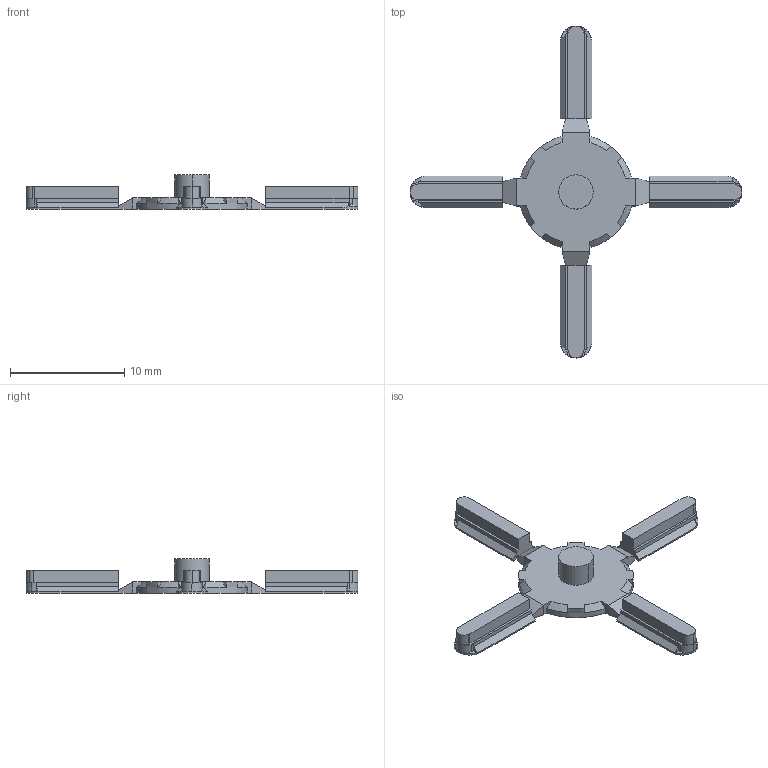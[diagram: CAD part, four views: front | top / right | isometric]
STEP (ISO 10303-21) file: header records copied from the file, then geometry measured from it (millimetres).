
FILE_DESCRIPTION(('CATIA V5 STEP Exchange','CAx-IF Rec.Pracs.--- Model Styling and Organization---1.2---2011-12-15'),'2;1');
FILE_NAME ('D1450995_0_1323560000_1323560000.stp','2018-11-15T11:21:49+00:00',('none'),('Weidmueller'),'CATIA Version 5-6 Release 2014','CATIA V5 STEP AP214','none');
FILE_SCHEMA(('AUTOMOTIVE_DESIGN { 1 0 10303 214 1 1 1 1 }'));
Length unit declared in the file: millimetre
Products named in the file (1): 1323560000
Bounding box: 29 x 29 x 3 mm (x, y, z)
Volume: 210.8 mm3; surface area: 536.3 mm2
Topology: 1 solids, 1 shells, 153 faces, 402 edges, 252 vertices
Faces by surface type: plane 103, cylinder 42, bspline 8
Entity records: 4634 total; most frequent: CARTESIAN_POINT 998, ORIENTED_EDGE 810, DIRECTION 631, EDGE_CURVE 405, VECTOR 274, LINE 274, VERTEX_POINT 255, AXIS2_PLACEMENT_3D 229
